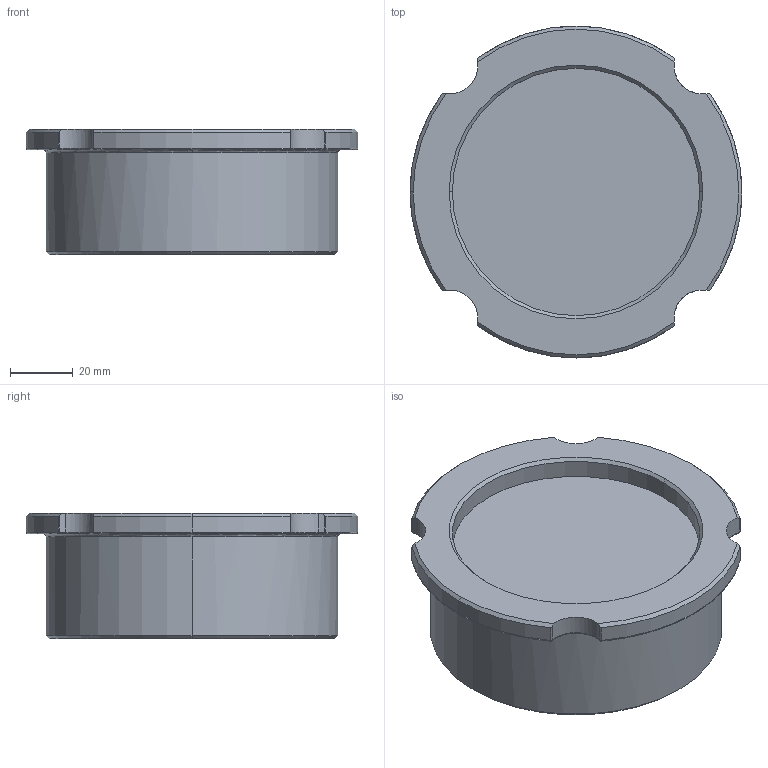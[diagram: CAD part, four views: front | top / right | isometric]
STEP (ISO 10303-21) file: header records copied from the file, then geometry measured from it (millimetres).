
FILE_DESCRIPTION (( 'STEP AP203' ), '1' );
FILE_NAME ('W6.DN050.STEP', '2009-07-03T07:02:24', ( ' ' ), ( '' ), 'SwSTEP 2.0', 'SolidWorks 2009', '' );
FILE_SCHEMA (( 'CONFIG_CONTROL_DESIGN' ));
Length unit declared in the file: millimetre
Products named in the file (1): W6.DN050
Bounding box: 106 x 106 x 40 mm (x, y, z)
Volume: 241669.2 mm3; surface area: 30878.6 mm2
Topology: 1 solids, 1 shells, 63 faces, 144 edges, 85 vertices
Faces by surface type: cylinder 26, bspline 18, cone 11, plane 8
Entity records: 2150 total; most frequent: CARTESIAN_POINT 764, ORIENTED_EDGE 288, DIRECTION 269, EDGE_CURVE 144, AXIS2_PLACEMENT_3D 118, VERTEX_POINT 85, CIRCLE 72, EDGE_LOOP 65
